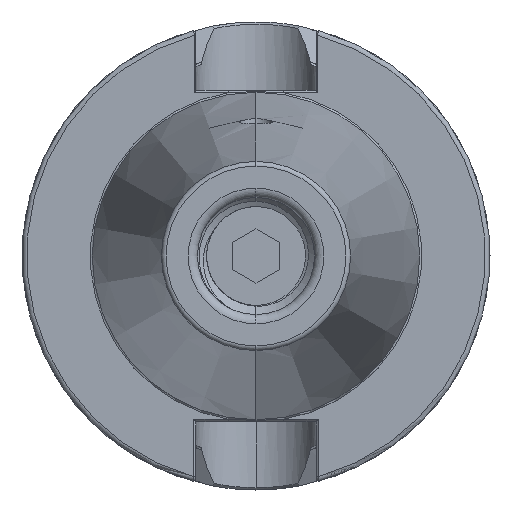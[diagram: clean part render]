
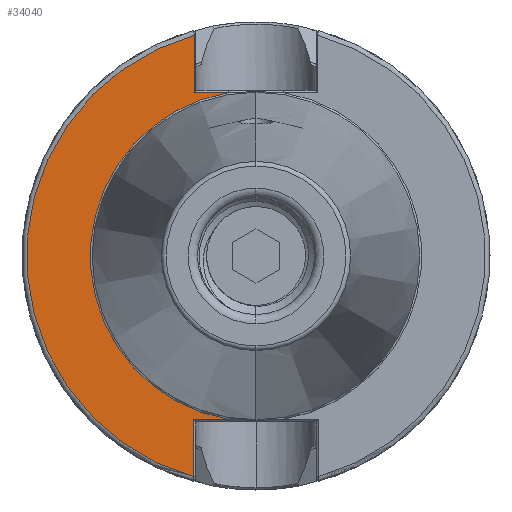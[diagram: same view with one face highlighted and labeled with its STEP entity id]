
A CAD part, left-side view. The second image highlights one B-rep face of the part: STEP entity #34040.
In plain terms, the highlighted planar face has unit normal (-1, 0, 0).
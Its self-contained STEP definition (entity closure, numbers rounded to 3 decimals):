
#6348 = DIRECTION ( 'NONE',  ( 0., 0., 1. ) ) ;
#6383 = CARTESIAN_POINT ( 'NONE',  ( 0., 13.194, 47.285 ) ) ;
#6390 = DIRECTION ( 'NONE',  ( 0., 0., 1. ) ) ;
#6431 = CARTESIAN_POINT ( 'NONE',  ( 0., 13.279, 0. ) ) ;
#6525 = DIRECTION ( 'NONE',  ( 0., 0., 1. ) ) ;
#6527 = CARTESIAN_POINT ( 'NONE',  ( 0., 0., 0. ) ) ;
#6531 = DIRECTION ( 'NONE',  ( -1., 0., 0. ) ) ;
#9603 = DIRECTION ( 'NONE',  ( 0., -1., 0. ) ) ;
#9610 = CARTESIAN_POINT ( 'NONE',  ( 0., 35.398, -34.9 ) ) ;
#9638 = CARTESIAN_POINT ( 'NONE',  ( 0., 12.85, 34.9 ) ) ;
#9646 = DIRECTION ( 'NONE',  ( 0., 1., 0. ) ) ;
#9743 = CARTESIAN_POINT ( 'NONE',  ( 0., 0., 0. ) ) ;
#9757 = DIRECTION ( 'NONE',  ( 0., 0., 1. ) ) ;
#9801 = DIRECTION ( 'NONE',  ( -1., 0., 0. ) ) ;
#15865 = VERTEX_POINT ( 'NONE', #54755 ) ;
#15909 = VERTEX_POINT ( 'NONE', #54733 ) ;
#15926 = VERTEX_POINT ( 'NONE', #54748 ) ;
#15948 = VERTEX_POINT ( 'NONE', #54859 ) ;
#15964 = VERTEX_POINT ( 'NONE', #54788 ) ;
#15967 = VERTEX_POINT ( 'NONE', #54855 ) ;
#16094 = EDGE_LOOP ( 'NONE', ( #48943, #48947, #48987, #48995, #49116, #49110 ) ) ;
#17114 = AXIS2_PLACEMENT_3D ( 'NONE', #9743, #9801, #9757 ) ;
#17119 = AXIS2_PLACEMENT_3D ( 'NONE', #6527, #6531, #6525 ) ;
#17172 = AXIS2_PLACEMENT_3D ( 'NONE', #52715, #52711, #52712 ) ;
#34040 = ADVANCED_FACE ( 'NONE', ( #44107 ), #52705, .F. ) ;
#37560 = LINE ( 'NONE', #6383, #37561 ) ;
#37561 = VECTOR ( 'NONE', #6348, 1000. ) ;
#37609 = LINE ( 'NONE', #9638, #37611 ) ;
#37611 = VECTOR ( 'NONE', #9646, 1000. ) ;
#37626 = VECTOR ( 'NONE', #6390, 1000. ) ;
#37630 = VECTOR ( 'NONE', #9603, 1000. ) ;
#37648 = CIRCLE ( 'NONE', #17119, 49. ) ;
#37650 = LINE ( 'NONE', #9610, #37630 ) ;
#37651 = LINE ( 'NONE', #6431, #37626 ) ;
#37691 = CIRCLE ( 'NONE', #17114, 35.398 ) ;
#44107 = FACE_OUTER_BOUND ( 'NONE', #16094, .T. ) ;
#48943 = ORIENTED_EDGE ( 'NONE', *, *, #55889, .T. ) ;
#48947 = ORIENTED_EDGE ( 'NONE', *, *, #55878, .T. ) ;
#48987 = ORIENTED_EDGE ( 'NONE', *, *, #55937, .T. ) ;
#48995 = ORIENTED_EDGE ( 'NONE', *, *, #55945, .F. ) ;
#49110 = ORIENTED_EDGE ( 'NONE', *, *, #55873, .T. ) ;
#49116 = ORIENTED_EDGE ( 'NONE', *, *, #55940, .T. ) ;
#52705 = PLANE ( 'NONE',  #17172 ) ;
#52711 = DIRECTION ( 'NONE',  ( 1., 0., 0. ) ) ;
#52712 = DIRECTION ( 'NONE',  ( 0., 0., -1. ) ) ;
#52715 = CARTESIAN_POINT ( 'NONE',  ( 0., 35.398, 0. ) ) ;
#54733 = CARTESIAN_POINT ( 'NONE',  ( 0., 13.279, -47.166 ) ) ;
#54748 = CARTESIAN_POINT ( 'NONE',  ( 0., 5.916, -34.9 ) ) ;
#54755 = CARTESIAN_POINT ( 'NONE',  ( 0., 13.194, 34.9 ) ) ;
#54788 = CARTESIAN_POINT ( 'NONE',  ( 0., 13.194, 47.19 ) ) ;
#54855 = CARTESIAN_POINT ( 'NONE',  ( 0., 5.916, 34.9 ) ) ;
#54859 = CARTESIAN_POINT ( 'NONE',  ( 0., 13.279, -34.9 ) ) ;
#55873 = EDGE_CURVE ( 'NONE', #15865, #15964, #37560, .T. ) ;
#55878 = EDGE_CURVE ( 'NONE', #15909, #15948, #37651, .T. ) ;
#55889 = EDGE_CURVE ( 'NONE', #15964, #15909, #37648, .T. ) ;
#55937 = EDGE_CURVE ( 'NONE', #15948, #15926, #37650, .T. ) ;
#55940 = EDGE_CURVE ( 'NONE', #15967, #15865, #37609, .T. ) ;
#55945 = EDGE_CURVE ( 'NONE', #15967, #15926, #37691, .T. ) ;
